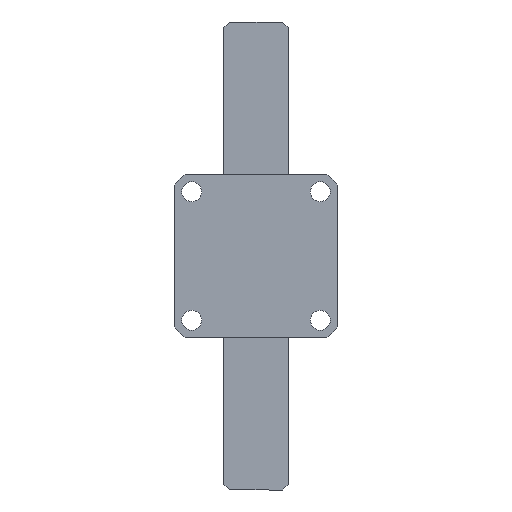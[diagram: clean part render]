
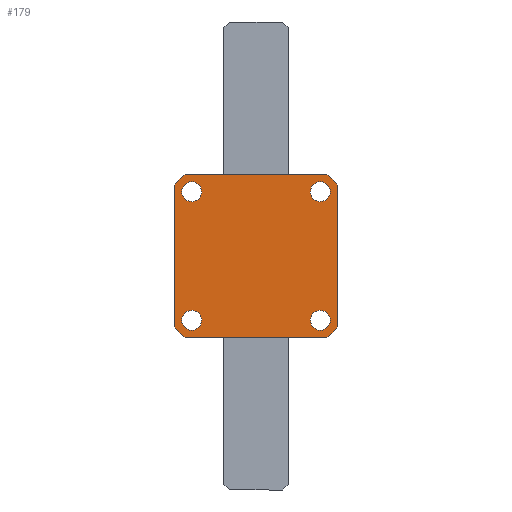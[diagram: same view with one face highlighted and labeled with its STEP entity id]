
A CAD part, front view. The second image highlights one B-rep face of the part: STEP entity #179.
In plain terms, the highlighted planar face has unit normal (0, -1, 0).
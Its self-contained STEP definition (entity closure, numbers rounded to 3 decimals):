
#179 = ADVANCED_FACE ( 'NONE', ( #4922, #4919, #4924, #4920, #4926 ), #2328, .T. ) ;
#238 = DIRECTION ( 'NONE',  ( 0., 0., -1. ) ) ;
#247 = DIRECTION ( 'NONE',  ( 0., -1., 0. ) ) ;
#249 = CARTESIAN_POINT ( 'NONE',  ( -22., 0., 22. ) ) ;
#402 = DIRECTION ( 'NONE',  ( 0., 0., -1. ) ) ;
#403 = DIRECTION ( 'NONE',  ( 0., -1., 0. ) ) ;
#405 = CARTESIAN_POINT ( 'NONE',  ( 0., 0., 0. ) ) ;
#610 = EDGE_LOOP ( 'NONE', ( #1064, #1071 ) ) ;
#655 = EDGE_LOOP ( 'NONE', ( #908, #907, #902, #892, #890, #889, #888, #913 ) ) ;
#660 = EDGE_LOOP ( 'NONE', ( #860, #1077 ) ) ;
#669 = EDGE_LOOP ( 'NONE', ( #1062, #719 ) ) ;
#719 = ORIENTED_EDGE ( 'NONE', *, *, #5513, .F. ) ;
#796 = EDGE_LOOP ( 'NONE', ( #955, #1091 ) ) ;
#860 = ORIENTED_EDGE ( 'NONE', *, *, #5593, .F. ) ;
#888 = ORIENTED_EDGE ( 'NONE', *, *, #5599, .F. ) ;
#889 = ORIENTED_EDGE ( 'NONE', *, *, #5570, .T. ) ;
#890 = ORIENTED_EDGE ( 'NONE', *, *, #5433, .F. ) ;
#892 = ORIENTED_EDGE ( 'NONE', *, *, #5345, .T. ) ;
#902 = ORIENTED_EDGE ( 'NONE', *, *, #5535, .F. ) ;
#907 = ORIENTED_EDGE ( 'NONE', *, *, #5584, .T. ) ;
#908 = ORIENTED_EDGE ( 'NONE', *, *, #5532, .F. ) ;
#913 = ORIENTED_EDGE ( 'NONE', *, *, #5469, .T. ) ;
#955 = ORIENTED_EDGE ( 'NONE', *, *, #5579, .F. ) ;
#1062 = ORIENTED_EDGE ( 'NONE', *, *, #5427, .F. ) ;
#1064 = ORIENTED_EDGE ( 'NONE', *, *, #5571, .F. ) ;
#1071 = ORIENTED_EDGE ( 'NONE', *, *, #5520, .F. ) ;
#1077 = ORIENTED_EDGE ( 'NONE', *, *, #5576, .F. ) ;
#1091 = ORIENTED_EDGE ( 'NONE', *, *, #5456, .F. ) ;
#1550 = VECTOR ( 'NONE', #1883, 1000. ) ;
#1554 = CIRCLE ( 'NONE', #4150, 3.4 ) ;
#1568 = LINE ( 'NONE', #1997, #1550 ) ;
#1571 = CIRCLE ( 'NONE', #3811, 3.4 ) ;
#1574 = CIRCLE ( 'NONE', #3912, 37. ) ;
#1578 = CIRCLE ( 'NONE', #3824, 3.4 ) ;
#1579 = CIRCLE ( 'NONE', #4157, 3.4 ) ;
#1581 = CIRCLE ( 'NONE', #3911, 37. ) ;
#1623 = VECTOR ( 'NONE', #4326, 1000. ) ;
#1625 = LINE ( 'NONE', #4321, #1623 ) ;
#1628 = VECTOR ( 'NONE', #4346, 1000. ) ;
#1637 = LINE ( 'NONE', #4347, #1628 ) ;
#1648 = CIRCLE ( 'NONE', #4183, 3.4 ) ;
#1651 = CIRCLE ( 'NONE', #3920, 3.4 ) ;
#1692 = CIRCLE ( 'NONE', #4190, 37. ) ;
#1704 = CIRCLE ( 'NONE', #4043, 3.4 ) ;
#1733 = VECTOR ( 'NONE', #6279, 1000. ) ;
#1736 = LINE ( 'NONE', #6281, #1733 ) ;
#1745 = CIRCLE ( 'NONE', #3935, 3.4 ) ;
#1856 = CIRCLE ( 'NONE', #4200, 37. ) ;
#1883 = DIRECTION ( 'NONE',  ( 0., 0., 1. ) ) ;
#1909 = DIRECTION ( 'NONE',  ( 0., 0., -1. ) ) ;
#1910 = DIRECTION ( 'NONE',  ( 0., -1., 0. ) ) ;
#1911 = CARTESIAN_POINT ( 'NONE',  ( -22., 0., 22. ) ) ;
#1969 = CARTESIAN_POINT ( 'NONE',  ( 0., 0., 0. ) ) ;
#1973 = DIRECTION ( 'NONE',  ( 0., -1., 0. ) ) ;
#1974 = DIRECTION ( 'NONE',  ( 0., 0., -1. ) ) ;
#1985 = CARTESIAN_POINT ( 'NONE',  ( -22., 0., -22. ) ) ;
#1993 = DIRECTION ( 'NONE',  ( 0., 0., -1. ) ) ;
#1994 = DIRECTION ( 'NONE',  ( 0., -1., 0. ) ) ;
#1997 = CARTESIAN_POINT ( 'NONE',  ( -28., 0., 28. ) ) ;
#2036 = CARTESIAN_POINT ( 'NONE',  ( 24.187, 0., 28. ) ) ;
#2040 = CARTESIAN_POINT ( 'NONE',  ( -22., 0., 25.4 ) ) ;
#2044 = CARTESIAN_POINT ( 'NONE',  ( -22., 0., 18.6 ) ) ;
#2045 = CARTESIAN_POINT ( 'NONE',  ( 22., 0., -18.6 ) ) ;
#2053 = CARTESIAN_POINT ( 'NONE',  ( -28., 0., -24.187 ) ) ;
#2063 = CARTESIAN_POINT ( 'NONE',  ( 22., 0., -25.4 ) ) ;
#2068 = CARTESIAN_POINT ( 'NONE',  ( -28., 0., 24.187 ) ) ;
#2071 = CARTESIAN_POINT ( 'NONE',  ( -24.187, 0., -28. ) ) ;
#2098 = CARTESIAN_POINT ( 'NONE',  ( 24.187, 0., -28. ) ) ;
#2101 = CARTESIAN_POINT ( 'NONE',  ( -24.187, 0., 28. ) ) ;
#2104 = CARTESIAN_POINT ( 'NONE',  ( 28., 0., 24.187 ) ) ;
#2107 = CARTESIAN_POINT ( 'NONE',  ( 22., 0., 25.4 ) ) ;
#2113 = CARTESIAN_POINT ( 'NONE',  ( -22., 0., -25.4 ) ) ;
#2328 = PLANE ( 'NONE',  #3866 ) ;
#2332 = CARTESIAN_POINT ( 'NONE',  ( 0., 0., 0. ) ) ;
#2461 = DIRECTION ( 'NONE',  ( 0., -1., 0. ) ) ;
#2494 = DIRECTION ( 'NONE',  ( 0., 0., -1. ) ) ;
#3150 = CARTESIAN_POINT ( 'NONE',  ( 22., 0., 18.6 ) ) ;
#3155 = CARTESIAN_POINT ( 'NONE',  ( 28., 0., -24.187 ) ) ;
#3723 = CARTESIAN_POINT ( 'NONE',  ( -22., 0., -18.6 ) ) ;
#3811 = AXIS2_PLACEMENT_3D ( 'NONE', #1911, #1910, #1909 ) ;
#3824 = AXIS2_PLACEMENT_3D ( 'NONE', #4310, #4298, #4299 ) ;
#3866 = AXIS2_PLACEMENT_3D ( 'NONE', #2332, #2461, #2494 ) ;
#3911 = AXIS2_PLACEMENT_3D ( 'NONE', #4241, #4244, #4237 ) ;
#3912 = AXIS2_PLACEMENT_3D ( 'NONE', #1969, #1973, #1974 ) ;
#3920 = AXIS2_PLACEMENT_3D ( 'NONE', #4419, #4418, #4417 ) ;
#3935 = AXIS2_PLACEMENT_3D ( 'NONE', #6304, #6301, #6299 ) ;
#4043 = AXIS2_PLACEMENT_3D ( 'NONE', #249, #247, #238 ) ;
#4150 = AXIS2_PLACEMENT_3D ( 'NONE', #1985, #1994, #1993 ) ;
#4157 = AXIS2_PLACEMENT_3D ( 'NONE', #4287, #4289, #4283 ) ;
#4183 = AXIS2_PLACEMENT_3D ( 'NONE', #4381, #4380, #4379 ) ;
#4190 = AXIS2_PLACEMENT_3D ( 'NONE', #405, #403, #402 ) ;
#4200 = AXIS2_PLACEMENT_3D ( 'NONE', #6318, #6320, #6317 ) ;
#4237 = DIRECTION ( 'NONE',  ( 0., 0., -1. ) ) ;
#4241 = CARTESIAN_POINT ( 'NONE',  ( 0., 0., 0. ) ) ;
#4244 = DIRECTION ( 'NONE',  ( 0., -1., 0. ) ) ;
#4283 = DIRECTION ( 'NONE',  ( 0., 0., -1. ) ) ;
#4287 = CARTESIAN_POINT ( 'NONE',  ( 22., 0., -22. ) ) ;
#4289 = DIRECTION ( 'NONE',  ( 0., -1., 0. ) ) ;
#4298 = DIRECTION ( 'NONE',  ( 0., -1., 0. ) ) ;
#4299 = DIRECTION ( 'NONE',  ( 0., 0., -1. ) ) ;
#4310 = CARTESIAN_POINT ( 'NONE',  ( -22., 0., -22. ) ) ;
#4321 = CARTESIAN_POINT ( 'NONE',  ( 28., 0., 28. ) ) ;
#4326 = DIRECTION ( 'NONE',  ( 0., 0., -1. ) ) ;
#4346 = DIRECTION ( 'NONE',  ( -1., 0., 0. ) ) ;
#4347 = CARTESIAN_POINT ( 'NONE',  ( -28., 0., -28. ) ) ;
#4379 = DIRECTION ( 'NONE',  ( 0., 0., -1. ) ) ;
#4380 = DIRECTION ( 'NONE',  ( 0., -1., 0. ) ) ;
#4381 = CARTESIAN_POINT ( 'NONE',  ( 22., 0., -22. ) ) ;
#4417 = DIRECTION ( 'NONE',  ( 0., 0., -1. ) ) ;
#4418 = DIRECTION ( 'NONE',  ( 0., -1., 0. ) ) ;
#4419 = CARTESIAN_POINT ( 'NONE',  ( 22., 0., 22. ) ) ;
#4919 = FACE_BOUND ( 'NONE', #669, .T. ) ;
#4920 = FACE_BOUND ( 'NONE', #660, .T. ) ;
#4922 = FACE_BOUND ( 'NONE', #796, .T. ) ;
#4924 = FACE_BOUND ( 'NONE', #610, .T. ) ;
#4926 = FACE_OUTER_BOUND ( 'NONE', #655, .T. ) ;
#5345 = EDGE_CURVE ( 'NONE', #5748, #5723, #1856, .T. ) ;
#5427 = EDGE_CURVE ( 'NONE', #5751, #5666, #1745, .T. ) ;
#5433 = EDGE_CURVE ( 'NONE', #5745, #5723, #1736, .T. ) ;
#5456 = EDGE_CURVE ( 'NONE', #5714, #5709, #1704, .T. ) ;
#5469 = EDGE_CURVE ( 'NONE', #5699, #5677, #1692, .T. ) ;
#5513 = EDGE_CURVE ( 'NONE', #5666, #5751, #1651, .T. ) ;
#5520 = EDGE_CURVE ( 'NONE', #5693, #5698, #1648, .T. ) ;
#5532 = EDGE_CURVE ( 'NONE', #5742, #5677, #1637, .T. ) ;
#5535 = EDGE_CURVE ( 'NONE', #5748, #5670, #1625, .T. ) ;
#5570 = EDGE_CURVE ( 'NONE', #5745, #5687, #1581, .T. ) ;
#5571 = EDGE_CURVE ( 'NONE', #5698, #5693, #1579, .T. ) ;
#5576 = EDGE_CURVE ( 'NONE', #5757, #5771, #1578, .T. ) ;
#5579 = EDGE_CURVE ( 'NONE', #5709, #5714, #1571, .T. ) ;
#5584 = EDGE_CURVE ( 'NONE', #5742, #5670, #1574, .T. ) ;
#5593 = EDGE_CURVE ( 'NONE', #5771, #5757, #1554, .T. ) ;
#5599 = EDGE_CURVE ( 'NONE', #5699, #5687, #1568, .T. ) ;
#5666 = VERTEX_POINT ( 'NONE', #3150 ) ;
#5670 = VERTEX_POINT ( 'NONE', #3155 ) ;
#5677 = VERTEX_POINT ( 'NONE', #2071 ) ;
#5687 = VERTEX_POINT ( 'NONE', #2068 ) ;
#5693 = VERTEX_POINT ( 'NONE', #2063 ) ;
#5698 = VERTEX_POINT ( 'NONE', #2045 ) ;
#5699 = VERTEX_POINT ( 'NONE', #2053 ) ;
#5709 = VERTEX_POINT ( 'NONE', #2040 ) ;
#5714 = VERTEX_POINT ( 'NONE', #2044 ) ;
#5723 = VERTEX_POINT ( 'NONE', #2036 ) ;
#5742 = VERTEX_POINT ( 'NONE', #2098 ) ;
#5745 = VERTEX_POINT ( 'NONE', #2101 ) ;
#5748 = VERTEX_POINT ( 'NONE', #2104 ) ;
#5751 = VERTEX_POINT ( 'NONE', #2107 ) ;
#5757 = VERTEX_POINT ( 'NONE', #2113 ) ;
#5771 = VERTEX_POINT ( 'NONE', #3723 ) ;
#6279 = DIRECTION ( 'NONE',  ( 1., 0., 0. ) ) ;
#6281 = CARTESIAN_POINT ( 'NONE',  ( -28., 0., 28. ) ) ;
#6299 = DIRECTION ( 'NONE',  ( 0., 0., -1. ) ) ;
#6301 = DIRECTION ( 'NONE',  ( 0., -1., 0. ) ) ;
#6304 = CARTESIAN_POINT ( 'NONE',  ( 22., 0., 22. ) ) ;
#6317 = DIRECTION ( 'NONE',  ( 0., 0., -1. ) ) ;
#6318 = CARTESIAN_POINT ( 'NONE',  ( 0., 0., 0. ) ) ;
#6320 = DIRECTION ( 'NONE',  ( 0., -1., 0. ) ) ;
